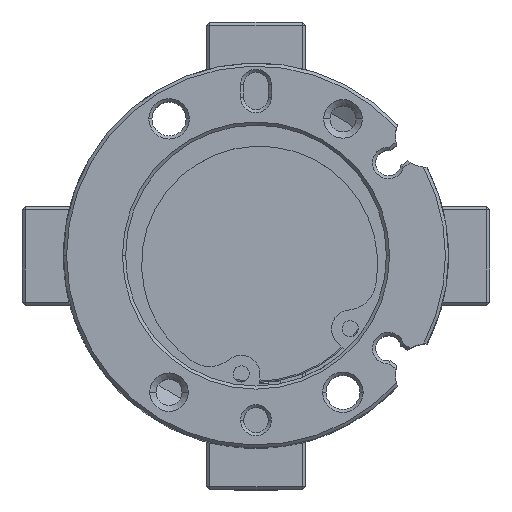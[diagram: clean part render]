
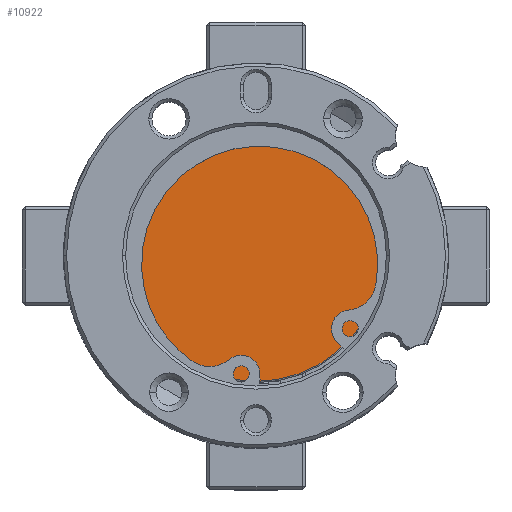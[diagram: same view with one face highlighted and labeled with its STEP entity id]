
A CAD part, top view. The second image highlights one B-rep face of the part: STEP entity #10922.
In plain terms, the highlighted planar face has unit normal (0, 0, 1).
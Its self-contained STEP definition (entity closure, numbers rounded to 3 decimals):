
#1021 = CIRCLE ( 'NONE', #2073, 20.25 ) ;
#1101 = CARTESIAN_POINT ( 'NONE',  ( -8.384, -2.62, 79.9 ) ) ;
#2073 = AXIS2_PLACEMENT_3D ( 'NONE', #1101, #12254, #2714 ) ;
#2714 = DIRECTION ( 'NONE',  ( 1., 0., 0. ) ) ;
#3410 = AXIS2_PLACEMENT_3D ( 'NONE', #9309, #14091, #4560 ) ;
#4560 = DIRECTION ( 'NONE',  ( 1., 0., 0. ) ) ;
#6683 = CARTESIAN_POINT ( 'NONE',  ( -8.384, -2.62, 79.9 ) ) ;
#6723 = AXIS2_PLACEMENT_3D ( 'NONE', #6683, #17651, #8288 ) ;
#8288 = DIRECTION ( 'NONE',  ( 1., 0., 0. ) ) ;
#8482 = CARTESIAN_POINT ( 'NONE',  ( -28.634, -2.62, 79.9 ) ) ;
#8504 = EDGE_CURVE ( 'NONE', #10388, #15563, #13283, .T. ) ;
#9309 = CARTESIAN_POINT ( 'NONE',  ( -8.384, -2.62, 79.9 ) ) ;
#9449 = ORIENTED_EDGE ( 'NONE', *, *, #10275, .T. ) ;
#10275 = EDGE_CURVE ( 'NONE', #15563, #10388, #1021, .T. ) ;
#10388 = VERTEX_POINT ( 'NONE', #15795 ) ;
#10886 = PLANE ( 'NONE',  #3410 ) ;
#10922 = ADVANCED_FACE ( 'NONE', ( #13217 ), #10886, .T. ) ;
#12254 = DIRECTION ( 'NONE',  ( 0., 0., 1. ) ) ;
#12612 = EDGE_LOOP ( 'NONE', ( #12928, #9449 ) ) ;
#12928 = ORIENTED_EDGE ( 'NONE', *, *, #8504, .T. ) ;
#13217 = FACE_OUTER_BOUND ( 'NONE', #12612, .T. ) ;
#13283 = CIRCLE ( 'NONE', #6723, 20.25 ) ;
#14091 = DIRECTION ( 'NONE',  ( 0., 0., 1. ) ) ;
#15563 = VERTEX_POINT ( 'NONE', #8482 ) ;
#15795 = CARTESIAN_POINT ( 'NONE',  ( 11.866, -2.62, 79.9 ) ) ;
#17651 = DIRECTION ( 'NONE',  ( 0., 0., 1. ) ) ;
